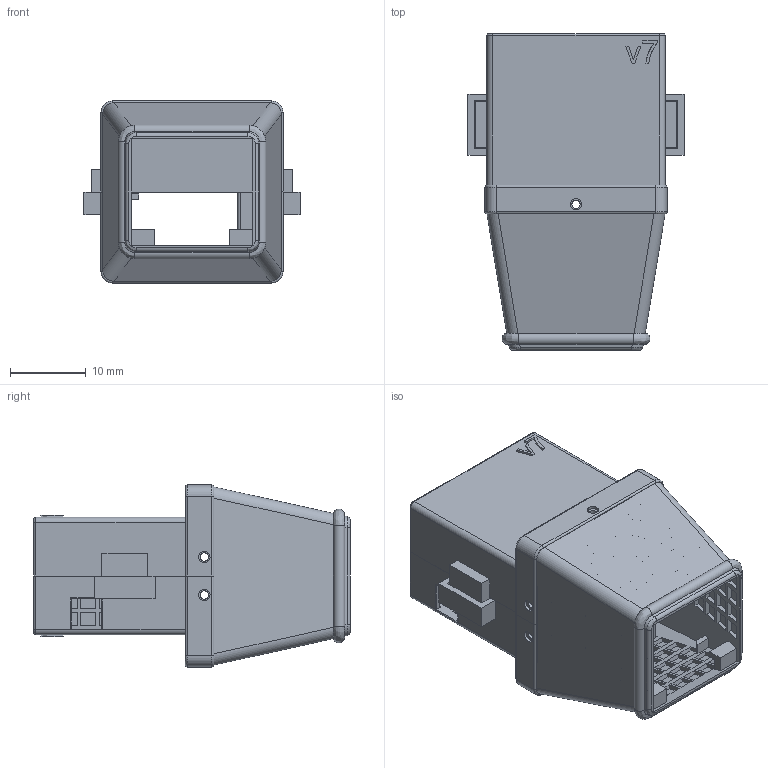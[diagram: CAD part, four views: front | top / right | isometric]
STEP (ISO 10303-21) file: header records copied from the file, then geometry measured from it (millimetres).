
FILE_DESCRIPTION(/* description */ (''),/* implementation_level */ '2;1');
FILE_NAME(/* name */ 'c4b5ca6f-0af5-4012-aafa-34a54a475f8b.stp',/* time_stamp */ '2025-10-16T23:04:46Z',/* author */ (''),/* organization */ (''),/* preprocessor_version */ 'ST-DEVELOPER v20.1',/* originating_system */ 'Autodesk Translation Framework v14.21.0.0',/* authorisation */ '');
FILE_SCHEMA (('AUTOMOTIVE_DESIGN { 1 0 10303 214 3 1 1 }'));
Length unit declared in the file: millimetre
Products named in the file (3): WILD Assembly Vertical; Cone; Walls
Assembly tree (2 placements, depth 2):
  WILD Assembly Vertical
    Cone
    Walls
Bounding box: 28.5 x 41.75 x 24 mm (x, y, z)
Volume: 2158.4 mm3; surface area: 9783.7 mm2
Topology: 3 solids, 3 shells, 2116 faces, 5193 edges, 3432 vertices
Faces by surface type: plane 1983, cylinder 89, bspline 27, torus 17
Full cylindrical faces by diameter (mm): 1.1 x6, 1.5 x6
Entity records: 62187 total; most frequent: CARTESIAN_POINT 11929, ORIENTED_EDGE 10384, DIRECTION 9518, EDGE_CURVE 5192, LINE 4946, VECTOR 4946, VERTEX_POINT 3432, EDGE_LOOP 2498
